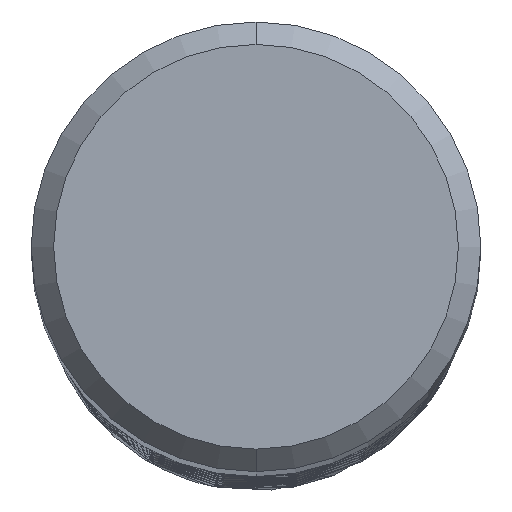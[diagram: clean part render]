
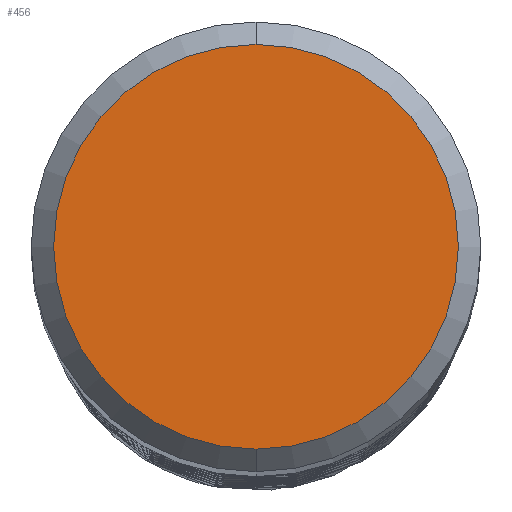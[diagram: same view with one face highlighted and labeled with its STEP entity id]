
A CAD part, top view. The second image highlights one B-rep face of the part: STEP entity #456.
In plain terms, the highlighted planar face has unit normal (0, 0, 1).
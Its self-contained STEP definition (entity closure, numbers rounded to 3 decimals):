
#452=EDGE_CURVE('',#840,#618,#1275,.T.);
#456=ADVANCED_FACE('',(#1280),#1281,.T.);
#618=VERTEX_POINT('',#1455);
#840=VERTEX_POINT('',#1698);
#926=EDGE_CURVE('',#618,#840,#1794,.T.);
#1275=CIRCLE('',#2203,4.5);
#1280=FACE_OUTER_BOUND('',#2208,.T.);
#1281=PLANE('',#2209);
#1455=CARTESIAN_POINT('',(0.,-4.5,0.0));
#1698=CARTESIAN_POINT('',(0.0,4.5,0.0));
#1794=CIRCLE('',#30722,4.5);
#2203=AXIS2_PLACEMENT_3D('',#40446,#40447,#40448);
#2208=EDGE_LOOP('',(#40458,#40459));
#2209=AXIS2_PLACEMENT_3D('',#40460,#40461,#40462);
#30722=AXIS2_PLACEMENT_3D('',#40989,#40990,#40991);
#40446=CARTESIAN_POINT('',(0.0,0.0,0.0));
#40447=DIRECTION('',(0.0,0.0,-1.0));
#40448=DIRECTION('',(0.0,1.0,0.0));
#40458=ORIENTED_EDGE('',*,*,#452,.F.);
#40459=ORIENTED_EDGE('',*,*,#926,.F.);
#40460=CARTESIAN_POINT('',(0.0,2.25,0.0));
#40461=DIRECTION('',(-0.0,0.0,1.0));
#40462=DIRECTION('',(0.0,-1.0,0.0));
#40989=CARTESIAN_POINT('',(0.0,0.0,0.0));
#40990=DIRECTION('',(0.0,0.0,-1.0));
#40991=DIRECTION('',(0.0,1.0,0.0));
